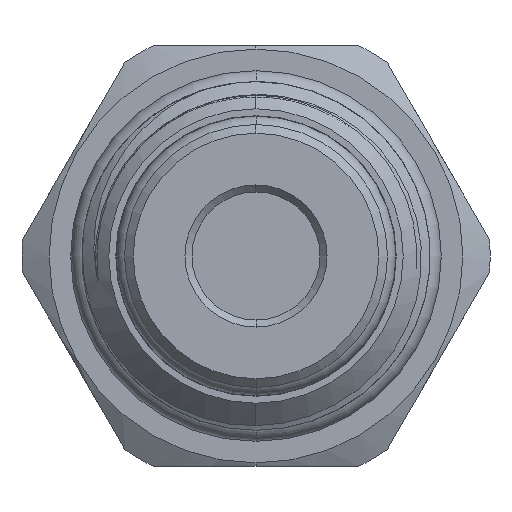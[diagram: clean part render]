
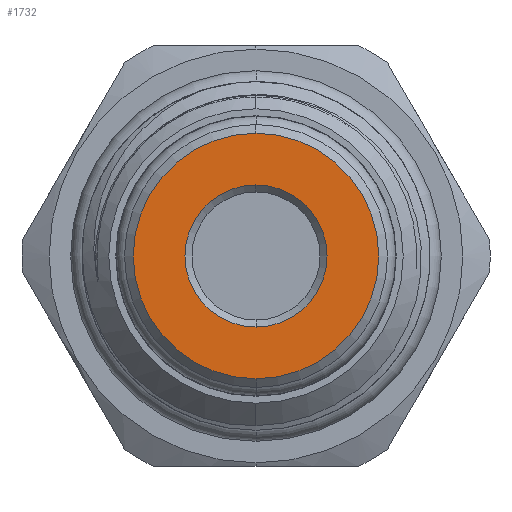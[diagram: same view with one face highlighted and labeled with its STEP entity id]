
A CAD part, left-side view. The second image highlights one B-rep face of the part: STEP entity #1732.
In plain terms, the highlighted planar face has unit normal (-1, 0, 0).
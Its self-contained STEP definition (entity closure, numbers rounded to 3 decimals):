
#918 = ORIENTED_EDGE ( 'NONE', *, *, #1386, .T. ) ;
#1233 = CIRCLE ( 'NONE', #6834, 7. ) ;
#1304 = DIRECTION ( 'NONE',  ( 0., 0., -1. ) ) ;
#1386 = EDGE_CURVE ( 'NONE', #7304, #9065, #1233, .T. ) ;
#1450 = VERTEX_POINT ( 'NONE', #7318 ) ;
#1732 = ADVANCED_FACE ( 'NONE', ( #5685, #2937 ), #4350, .T. ) ;
#1941 = CIRCLE ( 'NONE', #5360, 4.05 ) ;
#2858 = DIRECTION ( 'NONE',  ( 0., 0., -1. ) ) ;
#2937 = FACE_OUTER_BOUND ( 'NONE', #5646, .T. ) ;
#3692 = DIRECTION ( 'NONE',  ( 1., 0., 0. ) ) ;
#3826 = AXIS2_PLACEMENT_3D ( 'NONE', #9702, #8963, #1304 ) ;
#4036 = ORIENTED_EDGE ( 'NONE', *, *, #8294, .T. ) ;
#4075 = CARTESIAN_POINT ( 'NONE',  ( -63.199, 0., 0. ) ) ;
#4107 = ORIENTED_EDGE ( 'NONE', *, *, #9515, .T. ) ;
#4195 = AXIS2_PLACEMENT_3D ( 'NONE', #9379, #9345, #5390 ) ;
#4215 = CIRCLE ( 'NONE', #6557, 7. ) ;
#4350 = PLANE ( 'NONE',  #3826 ) ;
#4537 = CARTESIAN_POINT ( 'NONE',  ( -63.199, 0., 0. ) ) ;
#5192 = DIRECTION ( 'NONE',  ( -1., 0., 0. ) ) ;
#5313 = DIRECTION ( 'NONE',  ( 0., 0., -1. ) ) ;
#5360 = AXIS2_PLACEMENT_3D ( 'NONE', #9967, #3692, #5313 ) ;
#5390 = DIRECTION ( 'NONE',  ( 0., 0., -1. ) ) ;
#5441 = EDGE_CURVE ( 'NONE', #6805, #1450, #1941, .T. ) ;
#5646 = EDGE_LOOP ( 'NONE', ( #918, #4036 ) ) ;
#5685 = FACE_BOUND ( 'NONE', #7645, .T. ) ;
#6557 = AXIS2_PLACEMENT_3D ( 'NONE', #4537, #5192, #2858 ) ;
#6805 = VERTEX_POINT ( 'NONE', #7051 ) ;
#6834 = AXIS2_PLACEMENT_3D ( 'NONE', #4075, #9446, #8018 ) ;
#7051 = CARTESIAN_POINT ( 'NONE',  ( -63.199, 0., 4.05 ) ) ;
#7304 = VERTEX_POINT ( 'NONE', #9287 ) ;
#7318 = CARTESIAN_POINT ( 'NONE',  ( -63.199, 0., -4.05 ) ) ;
#7630 = ORIENTED_EDGE ( 'NONE', *, *, #5441, .T. ) ;
#7645 = EDGE_LOOP ( 'NONE', ( #4107, #7630 ) ) ;
#8018 = DIRECTION ( 'NONE',  ( 0., 0., -1. ) ) ;
#8187 = CIRCLE ( 'NONE', #4195, 4.05 ) ;
#8294 = EDGE_CURVE ( 'NONE', #9065, #7304, #4215, .T. ) ;
#8963 = DIRECTION ( 'NONE',  ( -1., 0., 0. ) ) ;
#9065 = VERTEX_POINT ( 'NONE', #10028 ) ;
#9287 = CARTESIAN_POINT ( 'NONE',  ( -63.199, 0., 7. ) ) ;
#9345 = DIRECTION ( 'NONE',  ( 1., 0., 0. ) ) ;
#9379 = CARTESIAN_POINT ( 'NONE',  ( -63.199, 0., 0. ) ) ;
#9446 = DIRECTION ( 'NONE',  ( -1., 0., 0. ) ) ;
#9515 = EDGE_CURVE ( 'NONE', #1450, #6805, #8187, .T. ) ;
#9702 = CARTESIAN_POINT ( 'NONE',  ( -63.199, -7., 0. ) ) ;
#9967 = CARTESIAN_POINT ( 'NONE',  ( -63.199, 0., 0. ) ) ;
#10028 = CARTESIAN_POINT ( 'NONE',  ( -63.199, 0., -7. ) ) ;
